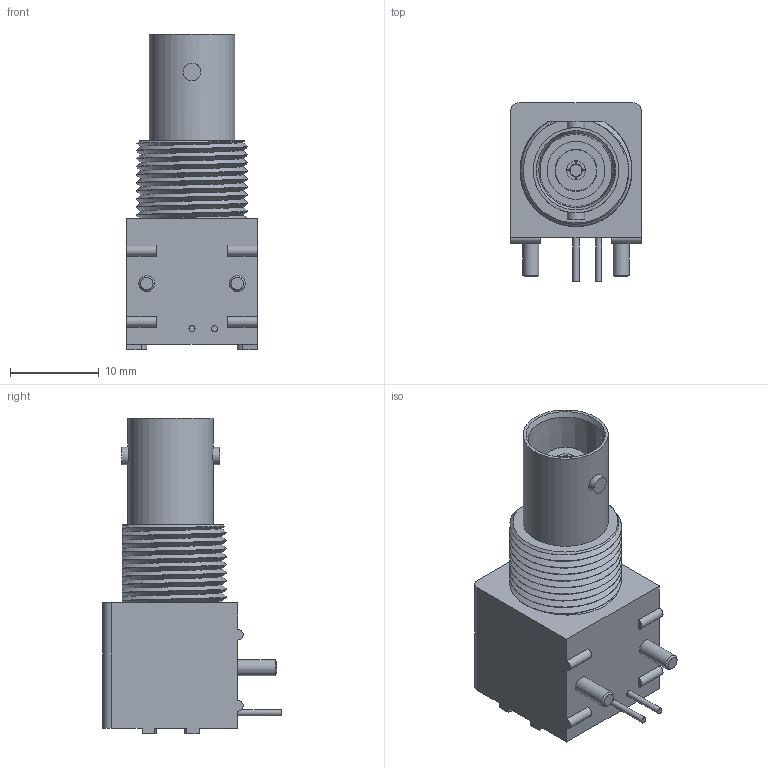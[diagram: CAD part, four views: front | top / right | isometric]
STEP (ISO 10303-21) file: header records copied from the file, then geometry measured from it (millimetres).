
FILE_DESCRIPTION(/* description */ (''),/* implementation_level */ '2;1');
FILE_NAME(/* name */ 'TE - 1-1337543-0.step',/* time_stamp */ '2020-09-12T21:59:38-07:00',/* author */ (''),/* organization */ (''),/* preprocessor_version */ 'ST-DEVELOPER v18.1',/* originating_system */ 'Autodesk Translation Framework v9.3.0.1241',/* authorisation */ '');
FILE_SCHEMA (('AUTOMOTIVE_DESIGN { 1 0 10303 214 3 1 1 }'));
Length unit declared in the file: millimetre
Products named in the file (5): c-1-1337543-0-f-3d; Assembly; Housing; Barrel; Leads
Assembly tree (4 placements, depth 3):
  c-1-1337543-0-f-3d
    Assembly
      Housing
      Barrel
      Leads
Bounding box: 14.7 x 20.1 x 35.5 mm (x, y, z)
Volume: 4677.9 mm3; surface area: 2718.3 mm2
Topology: 6 solids, 6 shells, 123 faces, 313 edges, 208 vertices
Faces by surface type: plane 56, cylinder 31, bspline 26, cone 10
Full cylindrical faces by diameter (mm): 0.68 x2, 1.32 x1, 1.8 x2, 1.981 x2, 2.134 x1, 4.72 x1, 6.5 x1, 9.6 x1
Entity records: 10734 total; most frequent: CARTESIAN_POINT 7779, ORIENTED_EDGE 626, DIRECTION 494, EDGE_CURVE 313, VERTEX_POINT 208, AXIS2_PLACEMENT_3D 175, LINE 144, VECTOR 144
